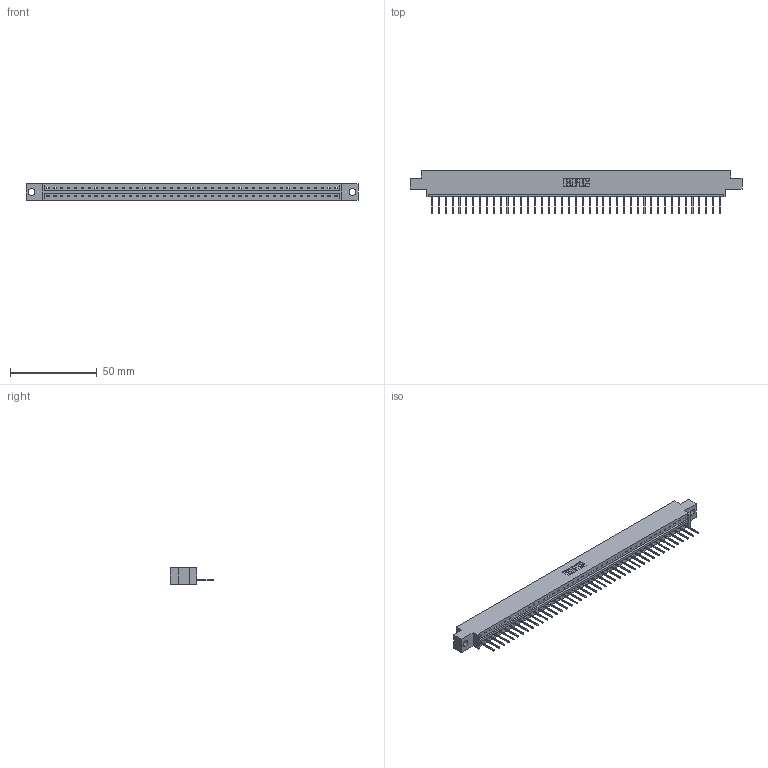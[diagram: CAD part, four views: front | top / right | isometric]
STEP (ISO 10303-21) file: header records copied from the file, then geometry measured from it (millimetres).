
FILE_DESCRIPTION (( 'STEP AP203' ), '1' );
FILE_NAME ('833-043-523-604.STEP', '2020-06-03T23:34:04', ( '' ), ( '' ), 'SwSTEP 2.0', 'SolidWorks 2020', '' );
FILE_SCHEMA (( 'CONFIG_CONTROL_DESIGN' ));
Length unit declared in the file: inch
Products named in the file (3): 833 Part_Offset - .156 Dia - TH; 345-292-001_345-293-123; 833-043-523-604
Assembly tree (44 placements, depth 2):
  833-043-523-604
    833 Part_Offset - .156 Dia - TH
    345-292-001_345-293-123  x43
Bounding box: 191.92 x 25.15 x 9.4 mm (x, y, z)
Volume: 18989.1 mm3; surface area: 20589.9 mm2
Topology: 44 solids, 44 shells, 2612 faces, 7891 edges, 5202 vertices
Faces by surface type: plane 1880, cylinder 732
Entity records: 26311 total; most frequent: CARTESIAN_POINT 4547, ORIENTED_EDGE 4526, DIRECTION 3833, EDGE_CURVE 2263, LINE 2135, VECTOR 2135, VERTEX_POINT 1506, AXIS2_PLACEMENT_3D 849
